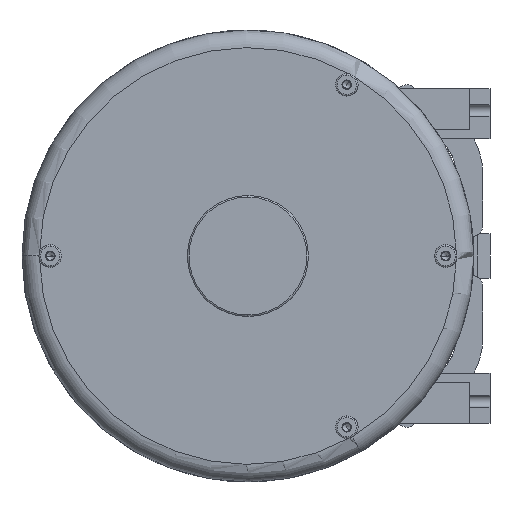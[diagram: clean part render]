
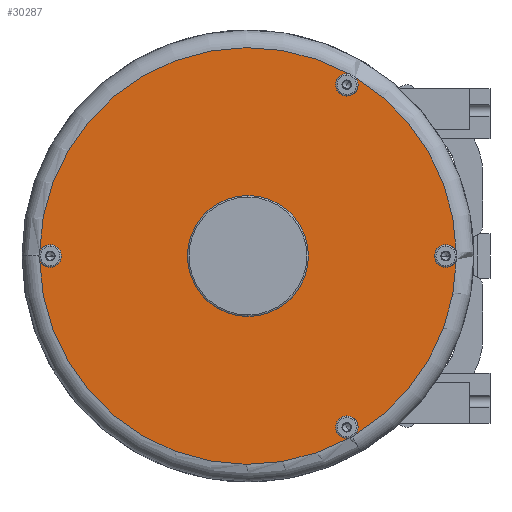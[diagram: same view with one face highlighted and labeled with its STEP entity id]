
A CAD part, left-side view. The second image highlights one B-rep face of the part: STEP entity #30287.
In plain terms, the highlighted planar face has unit normal (-1, 0, 0).
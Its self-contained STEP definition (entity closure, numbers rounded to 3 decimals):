
#12252=CARTESIAN_POINT('',(-229.5,0.,0.));
#12253=DIRECTION('',(-1.,0.,0.));
#12254=DIRECTION('',(0.,0.,1.));
#12255=AXIS2_PLACEMENT_3D('',#12252,#12253,#12254);
#12257=CARTESIAN_POINT('',(-229.5,0.,0.));
#12258=DIRECTION('',(-1.,0.,0.));
#12259=DIRECTION('',(0.,0.,-1.));
#12260=AXIS2_PLACEMENT_3D('',#12257,#12258,#12259);
#12262=CARTESIAN_POINT('',(-229.5,0.,0.));
#12263=DIRECTION('',(-1.,0.,0.));
#12264=DIRECTION('',(0.,-0.515,-0.857));
#12265=AXIS2_PLACEMENT_3D('',#12262,#12263,#12264);
#12267=CARTESIAN_POINT('',(-229.5,-122.5,-212.176));
#12268=DIRECTION('',(-1.,0.,0.));
#12269=DIRECTION('',(0.,-0.759,-0.651));
#12270=AXIS2_PLACEMENT_3D('',#12267,#12268,#12269);
#12272=CARTESIAN_POINT('',(-229.5,-122.5,-212.176));
#12273=DIRECTION('',(-1.,0.,0.));
#12274=DIRECTION('',(0.,0.,1.));
#12275=AXIS2_PLACEMENT_3D('',#12272,#12273,#12274);
#12277=CARTESIAN_POINT('',(-229.5,-122.5,-212.176));
#12278=DIRECTION('',(-1.,0.,0.));
#12279=DIRECTION('',(0.,0.,-1.));
#12280=AXIS2_PLACEMENT_3D('',#12277,#12278,#12279);
#12282=CARTESIAN_POINT('',(-229.5,0.,0.));
#12283=DIRECTION('',(-1.,0.,0.));
#12284=DIRECTION('',(0.,1.,-0.018));
#12285=AXIS2_PLACEMENT_3D('',#12282,#12283,#12284);
#12287=CARTESIAN_POINT('',(-229.5,245.,0.));
#12288=DIRECTION('',(-1.,0.,0.));
#12289=DIRECTION('',(0.,0.943,-0.332));
#12290=AXIS2_PLACEMENT_3D('',#12287,#12288,#12289);
#12292=CARTESIAN_POINT('',(-229.5,245.,0.));
#12293=DIRECTION('',(-1.,0.,0.));
#12294=DIRECTION('',(0.,0.,-1.));
#12295=AXIS2_PLACEMENT_3D('',#12292,#12293,#12294);
#12297=CARTESIAN_POINT('',(-229.5,245.,0.));
#12298=DIRECTION('',(-1.,0.,0.));
#12299=DIRECTION('',(0.,0.,1.));
#12300=AXIS2_PLACEMENT_3D('',#12297,#12298,#12299);
#12302=CARTESIAN_POINT('',(-229.5,0.,0.));
#12303=DIRECTION('',(-1.,0.,0.));
#12304=DIRECTION('',(0.,-0.484,0.875));
#12305=AXIS2_PLACEMENT_3D('',#12302,#12303,#12304);
#12307=CARTESIAN_POINT('',(-229.5,-122.5,212.176));
#12308=DIRECTION('',(-1.,0.,0.));
#12309=DIRECTION('',(0.,-0.185,0.983));
#12310=AXIS2_PLACEMENT_3D('',#12307,#12308,#12309);
#12312=CARTESIAN_POINT('',(-229.5,-122.5,212.176));
#12313=DIRECTION('',(-1.,0.,0.));
#12314=DIRECTION('',(0.,0.,1.));
#12315=AXIS2_PLACEMENT_3D('',#12312,#12313,#12314);
#12317=CARTESIAN_POINT('',(-229.5,-122.5,212.176));
#12318=DIRECTION('',(-1.,0.,0.));
#12319=DIRECTION('',(0.,0.,-1.));
#12320=AXIS2_PLACEMENT_3D('',#12317,#12318,#12319);
#12322=CARTESIAN_POINT('',(-229.5,0.,0.));
#12323=DIRECTION('',(-1.,0.,0.));
#12324=DIRECTION('',(0.,-1.,0.018));
#12325=AXIS2_PLACEMENT_3D('',#12322,#12323,#12324);
#12327=CARTESIAN_POINT('',(-229.5,-245.,0.));
#12328=DIRECTION('',(-1.,0.,0.));
#12329=DIRECTION('',(0.,-0.943,0.332));
#12330=AXIS2_PLACEMENT_3D('',#12327,#12328,#12329);
#12332=CARTESIAN_POINT('',(-229.5,-245.,0.));
#12333=DIRECTION('',(-1.,0.,0.));
#12334=DIRECTION('',(0.,0.,1.));
#12335=AXIS2_PLACEMENT_3D('',#12332,#12333,#12334);
#12337=CARTESIAN_POINT('',(-229.5,-245.,0.));
#12338=DIRECTION('',(-1.,0.,0.));
#12339=DIRECTION('',(0.,0.,-1.));
#12340=AXIS2_PLACEMENT_3D('',#12337,#12338,#12339);
#15024=CARTESIAN_POINT('',(-229.5,0.,75.));
#15025=CARTESIAN_POINT('',(-229.5,0.,-75.));
#15026=VERTEX_POINT('',#15024);
#15027=VERTEX_POINT('',#15025);
#15028=CARTESIAN_POINT('',(-229.5,245.,-14.));
#15029=CARTESIAN_POINT('',(-229.5,245.,14.));
#15030=VERTEX_POINT('',#15028);
#15031=VERTEX_POINT('',#15029);
#15032=CARTESIAN_POINT('',(-229.5,-122.5,226.176));
#15033=CARTESIAN_POINT('',(-229.5,-122.5,198.176));
#15034=VERTEX_POINT('',#15032);
#15035=VERTEX_POINT('',#15033);
#15036=CARTESIAN_POINT('',(-229.5,-245.,14.));
#15037=CARTESIAN_POINT('',(-229.5,-245.,-14.));
#15038=VERTEX_POINT('',#15036);
#15039=VERTEX_POINT('',#15037);
#15040=CARTESIAN_POINT('',(-229.5,-122.5,-198.176));
#15041=CARTESIAN_POINT('',(-229.5,-122.5,-226.176));
#15042=VERTEX_POINT('',#15040);
#15043=VERTEX_POINT('',#15041);
#15114=CARTESIAN_POINT('',(-229.5,-133.124,-221.294));
#15115=CARTESIAN_POINT('',(-229.5,-258.208,-4.636));
#15116=VERTEX_POINT('',#15114);
#15117=VERTEX_POINT('',#15115);
#15123=CARTESIAN_POINT('',(-229.5,258.208,-4.641));
#15124=CARTESIAN_POINT('',(-229.5,-125.085,-225.936));
#15125=VERTEX_POINT('',#15123);
#15126=VERTEX_POINT('',#15124);
#15130=CARTESIAN_POINT('',(-229.5,-125.085,225.936));
#15131=CARTESIAN_POINT('',(-229.5,258.208,4.635));
#15132=VERTEX_POINT('',#15130);
#15133=VERTEX_POINT('',#15131);
#15134=CARTESIAN_POINT('',(-229.5,-258.208,4.641));
#15135=CARTESIAN_POINT('',(-229.5,-133.124,221.294));
#15136=VERTEX_POINT('',#15134);
#15137=VERTEX_POINT('',#15135);
#30246=CARTESIAN_POINT('',(-229.5,0.,0.));
#30247=DIRECTION('',(1.,0.,0.));
#30248=DIRECTION('',(0.,-1.,0.));
#30249=AXIS2_PLACEMENT_3D('',#30246,#30247,#30248);
#30250=PLANE('',#30249);
#30251=ORIENTED_EDGE('',*,*,#28602,.F.);
#30253=ORIENTED_EDGE('',*,*,#30252,.T.);
#30255=ORIENTED_EDGE('',*,*,#30254,.T.);
#30257=ORIENTED_EDGE('',*,*,#30256,.T.);
#30258=ORIENTED_EDGE('',*,*,#30234,.F.);
#30260=ORIENTED_EDGE('',*,*,#30259,.T.);
#30262=ORIENTED_EDGE('',*,*,#30261,.T.);
#30264=ORIENTED_EDGE('',*,*,#30263,.T.);
#30265=ORIENTED_EDGE('',*,*,#28610,.F.);
#30267=ORIENTED_EDGE('',*,*,#30266,.T.);
#30269=ORIENTED_EDGE('',*,*,#30268,.T.);
#30271=ORIENTED_EDGE('',*,*,#30270,.T.);
#30272=ORIENTED_EDGE('',*,*,#28606,.F.);
#30274=ORIENTED_EDGE('',*,*,#30273,.T.);
#30276=ORIENTED_EDGE('',*,*,#30275,.T.);
#30278=ORIENTED_EDGE('',*,*,#30277,.T.);
#30279=EDGE_LOOP('',(#30251,#30253,#30255,#30257,#30258,#30260,#30262,#30264,
#30265,#30267,#30269,#30271,#30272,#30274,#30276,#30278));
#30280=FACE_OUTER_BOUND('',#30279,.F.);
#30282=ORIENTED_EDGE('',*,*,#30281,.T.);
#30284=ORIENTED_EDGE('',*,*,#30283,.T.);
#30285=EDGE_LOOP('',(#30282,#30284));
#30286=FACE_BOUND('',#30285,.F.);
#30287=ADVANCED_FACE('',(#30280,#30286),#30250,.F.);
#12256=CIRCLE('',#12255,75.);
#12261=CIRCLE('',#12260,75.);
#12266=CIRCLE('',#12265,258.25);
#12271=CIRCLE('',#12270,14.);
#12276=CIRCLE('',#12275,14.);
#12281=CIRCLE('',#12280,14.);
#12286=CIRCLE('',#12285,258.25);
#12291=CIRCLE('',#12290,14.);
#12296=CIRCLE('',#12295,14.);
#12301=CIRCLE('',#12300,14.);
#12306=CIRCLE('',#12305,258.25);
#12311=CIRCLE('',#12310,14.);
#12316=CIRCLE('',#12315,14.);
#12321=CIRCLE('',#12320,14.);
#12326=CIRCLE('',#12325,258.25);
#12331=CIRCLE('',#12330,14.);
#12336=CIRCLE('',#12335,14.);
#12341=CIRCLE('',#12340,14.);
#28602=EDGE_CURVE('',#15116,#15117,#12266,.T.);
#28606=EDGE_CURVE('',#15136,#15137,#12326,.T.);
#28610=EDGE_CURVE('',#15132,#15133,#12306,.T.);
#30234=EDGE_CURVE('',#15125,#15126,#12286,.T.);
#30252=EDGE_CURVE('',#15116,#15042,#12271,.T.);
#30254=EDGE_CURVE('',#15042,#15043,#12276,.T.);
#30256=EDGE_CURVE('',#15043,#15126,#12281,.T.);
#30259=EDGE_CURVE('',#15125,#15030,#12291,.T.);
#30261=EDGE_CURVE('',#15030,#15031,#12296,.T.);
#30263=EDGE_CURVE('',#15031,#15133,#12301,.T.);
#30266=EDGE_CURVE('',#15132,#15034,#12311,.T.);
#30268=EDGE_CURVE('',#15034,#15035,#12316,.T.);
#30270=EDGE_CURVE('',#15035,#15137,#12321,.T.);
#30273=EDGE_CURVE('',#15136,#15038,#12331,.T.);
#30275=EDGE_CURVE('',#15038,#15039,#12336,.T.);
#30277=EDGE_CURVE('',#15039,#15117,#12341,.T.);
#30281=EDGE_CURVE('',#15026,#15027,#12256,.T.);
#30283=EDGE_CURVE('',#15027,#15026,#12261,.T.);
